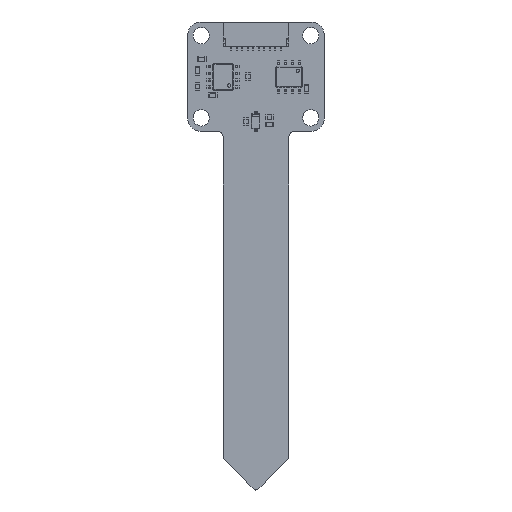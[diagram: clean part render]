
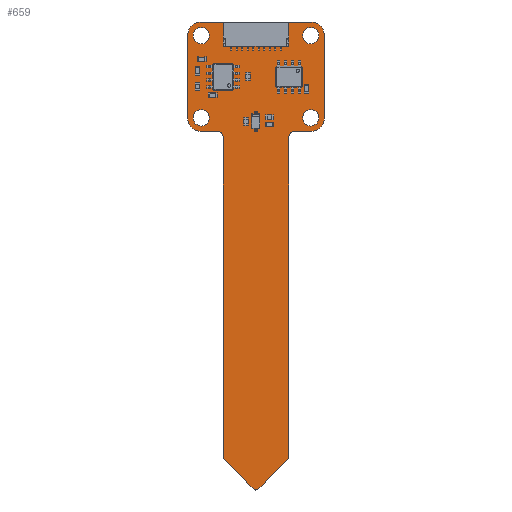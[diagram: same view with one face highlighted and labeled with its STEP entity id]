
A CAD part, top view. The second image highlights one B-rep face of the part: STEP entity #659.
In plain terms, the highlighted planar face has unit normal (0, 0, 1).
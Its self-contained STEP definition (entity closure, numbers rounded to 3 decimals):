
#22 = VERTEX_POINT('',#23);
#23 = CARTESIAN_POINT('',(-0.35,-42.603,0.));
#41 = VERTEX_POINT('',#42);
#42 = CARTESIAN_POINT('',(0.35,-42.603,0.));
#48 = EDGE_CURVE('',#22,#41,#49,.T.);
#49 = CIRCLE('',#50,0.495);
#50 = AXIS2_PLACEMENT_3D('',#51,#52,#53);
#51 = CARTESIAN_POINT('',(0.,-42.253,0.));
#52 = DIRECTION('',(0.,0.,1.));
#53 = DIRECTION('',(-0.707,-0.707,0.));
#73 = VERTEX_POINT('',#74);
#74 = CARTESIAN_POINT('',(-6.,-36.953,0.));
#80 = EDGE_CURVE('',#22,#73,#81,.T.);
#81 = LINE('',#82,#83);
#82 = CARTESIAN_POINT('',(-0.35,-42.603,0.));
#83 = VECTOR('',#84,1.);
#84 = DIRECTION('',(-0.707,0.707,0.));
#104 = VERTEX_POINT('',#105);
#105 = CARTESIAN_POINT('',(6.,-36.953,0.));
#111 = EDGE_CURVE('',#41,#104,#112,.T.);
#112 = LINE('',#113,#114);
#113 = CARTESIAN_POINT('',(0.35,-42.603,0.));
#114 = VECTOR('',#115,1.);
#115 = DIRECTION('',(0.707,0.707,0.));
#135 = VERTEX_POINT('',#136);
#136 = CARTESIAN_POINT('',(-6.,21.747,0.));
#142 = EDGE_CURVE('',#73,#135,#143,.T.);
#143 = LINE('',#144,#145);
#144 = CARTESIAN_POINT('',(-6.,-36.953,0.));
#145 = VECTOR('',#146,1.);
#146 = DIRECTION('',(0.,1.,0.));
#157 = VERTEX_POINT('',#158);
#158 = CARTESIAN_POINT('',(6.,21.747,0.));
#173 = EDGE_CURVE('',#157,#104,#174,.T.);
#174 = LINE('',#175,#176);
#175 = CARTESIAN_POINT('',(6.,21.747,0.));
#176 = VECTOR('',#177,1.);
#177 = DIRECTION('',(0.,-1.,0.));
#198 = VERTEX_POINT('',#199);
#199 = CARTESIAN_POINT('',(-7.,22.747,0.));
#205 = EDGE_CURVE('',#135,#198,#206,.T.);
#206 = CIRCLE('',#207,1.);
#207 = AXIS2_PLACEMENT_3D('',#208,#209,#210);
#208 = CARTESIAN_POINT('',(-7.,21.747,0.));
#209 = DIRECTION('',(-0.,0.,1.));
#210 = DIRECTION('',(1.,0.,0.));
#221 = VERTEX_POINT('',#222);
#222 = CARTESIAN_POINT('',(7.,22.747,0.));
#238 = EDGE_CURVE('',#221,#157,#239,.T.);
#239 = CIRCLE('',#240,1.);
#240 = AXIS2_PLACEMENT_3D('',#241,#242,#243);
#241 = CARTESIAN_POINT('',(7.,21.747,0.));
#242 = DIRECTION('',(0.,-0.,1.));
#243 = DIRECTION('',(0.,1.,0.));
#254 = VERTEX_POINT('',#255);
#255 = CARTESIAN_POINT('',(-10.,22.747,0.));
#270 = EDGE_CURVE('',#254,#198,#271,.T.);
#271 = LINE('',#272,#273);
#272 = CARTESIAN_POINT('',(-10.,22.747,0.));
#273 = VECTOR('',#274,1.);
#274 = DIRECTION('',(1.,0.,0.));
#294 = VERTEX_POINT('',#295);
#295 = CARTESIAN_POINT('',(10.,22.747,0.));
#301 = EDGE_CURVE('',#221,#294,#302,.T.);
#302 = LINE('',#303,#304);
#303 = CARTESIAN_POINT('',(7.,22.747,0.));
#304 = VECTOR('',#305,1.);
#305 = DIRECTION('',(1.,0.,0.));
#316 = VERTEX_POINT('',#317);
#317 = CARTESIAN_POINT('',(-12.5,25.247,0.));
#333 = EDGE_CURVE('',#316,#254,#334,.T.);
#334 = CIRCLE('',#335,2.5);
#335 = AXIS2_PLACEMENT_3D('',#336,#337,#338);
#336 = CARTESIAN_POINT('',(-10.,25.247,0.));
#337 = DIRECTION('',(0.,0.,1.));
#338 = DIRECTION('',(-1.,0.,0.));
#359 = VERTEX_POINT('',#360);
#360 = CARTESIAN_POINT('',(12.5,25.247,0.));
#366 = EDGE_CURVE('',#294,#359,#367,.T.);
#367 = CIRCLE('',#368,2.5);
#368 = AXIS2_PLACEMENT_3D('',#369,#370,#371);
#369 = CARTESIAN_POINT('',(10.,25.247,0.));
#370 = DIRECTION('',(0.,0.,1.));
#371 = DIRECTION('',(0.,-1.,0.));
#382 = VERTEX_POINT('',#383);
#383 = CARTESIAN_POINT('',(-12.5,40.247,0.));
#398 = EDGE_CURVE('',#382,#316,#399,.T.);
#399 = LINE('',#400,#401);
#400 = CARTESIAN_POINT('',(-12.5,40.247,0.));
#401 = VECTOR('',#402,1.);
#402 = DIRECTION('',(0.,-1.,0.));
#422 = VERTEX_POINT('',#423);
#423 = CARTESIAN_POINT('',(12.5,40.247,0.));
#429 = EDGE_CURVE('',#359,#422,#430,.T.);
#430 = LINE('',#431,#432);
#431 = CARTESIAN_POINT('',(12.5,25.247,0.));
#432 = VECTOR('',#433,1.);
#433 = DIRECTION('',(0.,1.,0.));
#444 = VERTEX_POINT('',#445);
#445 = CARTESIAN_POINT('',(-10.,42.747,0.));
#461 = EDGE_CURVE('',#444,#382,#462,.T.);
#462 = CIRCLE('',#463,2.5);
#463 = AXIS2_PLACEMENT_3D('',#464,#465,#466);
#464 = CARTESIAN_POINT('',(-10.,40.247,0.));
#465 = DIRECTION('',(0.,-0.,1.));
#466 = DIRECTION('',(0.,1.,0.));
#487 = VERTEX_POINT('',#488);
#488 = CARTESIAN_POINT('',(10.,42.747,0.));
#494 = EDGE_CURVE('',#422,#487,#495,.T.);
#495 = CIRCLE('',#496,2.5);
#496 = AXIS2_PLACEMENT_3D('',#497,#498,#499);
#497 = CARTESIAN_POINT('',(10.,40.247,0.));
#498 = DIRECTION('',(-0.,0.,1.));
#499 = DIRECTION('',(1.,0.,0.));
#517 = EDGE_CURVE('',#487,#444,#518,.T.);
#518 = LINE('',#519,#520);
#519 = CARTESIAN_POINT('',(10.,42.747,0.));
#520 = VECTOR('',#521,1.);
#521 = DIRECTION('',(-1.,0.,0.));
#532 = VERTEX_POINT('',#533);
#533 = CARTESIAN_POINT('',(11.5,40.247,0.));
#549 = EDGE_CURVE('',#532,#532,#550,.T.);
#550 = CIRCLE('',#551,1.5);
#551 = AXIS2_PLACEMENT_3D('',#552,#553,#554);
#552 = CARTESIAN_POINT('',(10.,40.247,0.));
#553 = DIRECTION('',(0.,0.,1.));
#554 = DIRECTION('',(1.,0.,0.));
#565 = VERTEX_POINT('',#566);
#566 = CARTESIAN_POINT('',(11.5,25.247,0.));
#582 = EDGE_CURVE('',#565,#565,#583,.T.);
#583 = CIRCLE('',#584,1.5);
#584 = AXIS2_PLACEMENT_3D('',#585,#586,#587);
#585 = CARTESIAN_POINT('',(10.,25.247,0.));
#586 = DIRECTION('',(0.,0.,1.));
#587 = DIRECTION('',(1.,0.,0.));
#598 = VERTEX_POINT('',#599);
#599 = CARTESIAN_POINT('',(-8.5,40.247,0.));
#615 = EDGE_CURVE('',#598,#598,#616,.T.);
#616 = CIRCLE('',#617,1.5);
#617 = AXIS2_PLACEMENT_3D('',#618,#619,#620);
#618 = CARTESIAN_POINT('',(-10.,40.247,0.));
#619 = DIRECTION('',(0.,0.,1.));
#620 = DIRECTION('',(1.,0.,0.));
#631 = VERTEX_POINT('',#632);
#632 = CARTESIAN_POINT('',(-8.5,25.247,0.));
#648 = EDGE_CURVE('',#631,#631,#649,.T.);
#649 = CIRCLE('',#650,1.5);
#650 = AXIS2_PLACEMENT_3D('',#651,#652,#653);
#651 = CARTESIAN_POINT('',(-10.,25.247,0.));
#652 = DIRECTION('',(0.,0.,1.));
#653 = DIRECTION('',(1.,0.,0.));
#659 = ADVANCED_FACE('',(#660,#678,#681,#684,#687),#690,.F.);
#660 = FACE_BOUND('',#661,.F.);
#661 = EDGE_LOOP('',(#662,#663,#664,#665,#666,#667,#668,#669,#670,#671,
    #672,#673,#674,#675,#676,#677));
#662 = ORIENTED_EDGE('',*,*,#48,.F.);
#663 = ORIENTED_EDGE('',*,*,#80,.T.);
#664 = ORIENTED_EDGE('',*,*,#142,.T.);
#665 = ORIENTED_EDGE('',*,*,#205,.T.);
#666 = ORIENTED_EDGE('',*,*,#270,.F.);
#667 = ORIENTED_EDGE('',*,*,#333,.F.);
#668 = ORIENTED_EDGE('',*,*,#398,.F.);
#669 = ORIENTED_EDGE('',*,*,#461,.F.);
#670 = ORIENTED_EDGE('',*,*,#517,.F.);
#671 = ORIENTED_EDGE('',*,*,#494,.F.);
#672 = ORIENTED_EDGE('',*,*,#429,.F.);
#673 = ORIENTED_EDGE('',*,*,#366,.F.);
#674 = ORIENTED_EDGE('',*,*,#301,.F.);
#675 = ORIENTED_EDGE('',*,*,#238,.T.);
#676 = ORIENTED_EDGE('',*,*,#173,.T.);
#677 = ORIENTED_EDGE('',*,*,#111,.F.);
#678 = FACE_BOUND('',#679,.F.);
#679 = EDGE_LOOP('',(#680));
#680 = ORIENTED_EDGE('',*,*,#549,.T.);
#681 = FACE_BOUND('',#682,.F.);
#682 = EDGE_LOOP('',(#683));
#683 = ORIENTED_EDGE('',*,*,#582,.T.);
#684 = FACE_BOUND('',#685,.F.);
#685 = EDGE_LOOP('',(#686));
#686 = ORIENTED_EDGE('',*,*,#615,.T.);
#687 = FACE_BOUND('',#688,.F.);
#688 = EDGE_LOOP('',(#689));
#689 = ORIENTED_EDGE('',*,*,#648,.T.);
#690 = PLANE('',#691);
#691 = AXIS2_PLACEMENT_3D('',#692,#693,#694);
#692 = CARTESIAN_POINT('',(-0.35,-42.603,0.));
#693 = DIRECTION('',(0.,0.,-1.));
#694 = DIRECTION('',(-1.,0.,0.));
